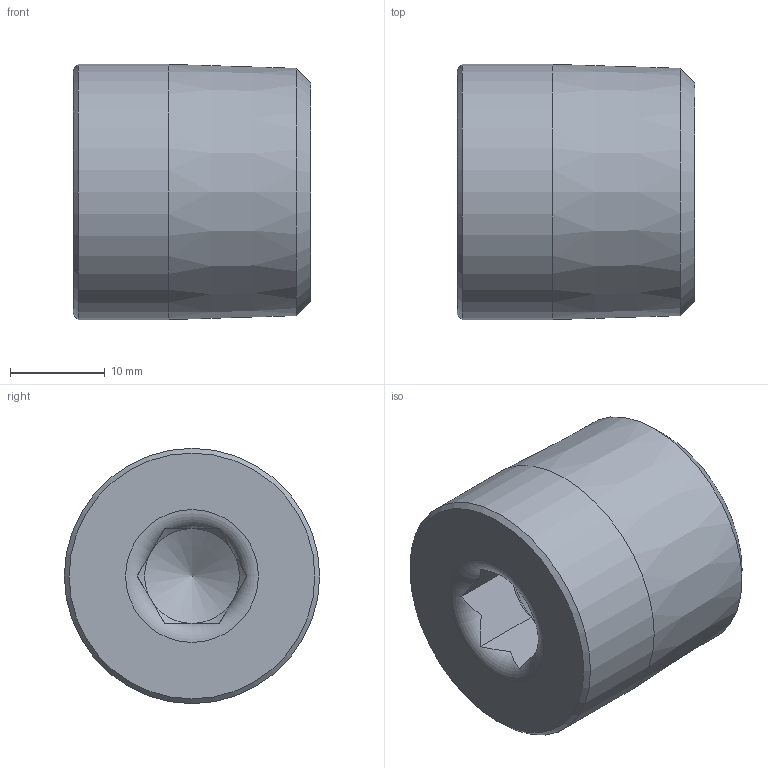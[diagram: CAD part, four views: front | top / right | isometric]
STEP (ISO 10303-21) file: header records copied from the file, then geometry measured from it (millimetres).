
FILE_DESCRIPTION (( 'STEP AP214' ), '1' );
FILE_NAME ('747DAT2.STEP', '2017-04-03T12:21:40', ( '' ), ( '' ), 'SwSTEP 2.0', 'SolidWorks 2014', '' );
FILE_SCHEMA (( 'AUTOMOTIVE_DESIGN' ));
Length unit declared in the file: millimetre
Products named in the file (1): 747DAT2
Bounding box: 25 x 26.9 x 26.9 mm (x, y, z)
Volume: 12537.3 mm3; surface area: 3564.6 mm2
Topology: 1 solids, 1 shells, 28 faces, 68 edges, 42 vertices
Faces by surface type: plane 14, cone 11, cylinder 2, torus 1
Full cylindrical faces by diameter (mm): 10 x1, 26.9 x1
Entity records: 888 total; most frequent: CARTESIAN_POINT 277, DIRECTION 116, ORIENTED_EDGE 112, EDGE_CURVE 56, AXIS2_PLACEMENT_3D 49, VERTEX_POINT 38, EDGE_LOOP 36, FACE_OUTER_BOUND 31
